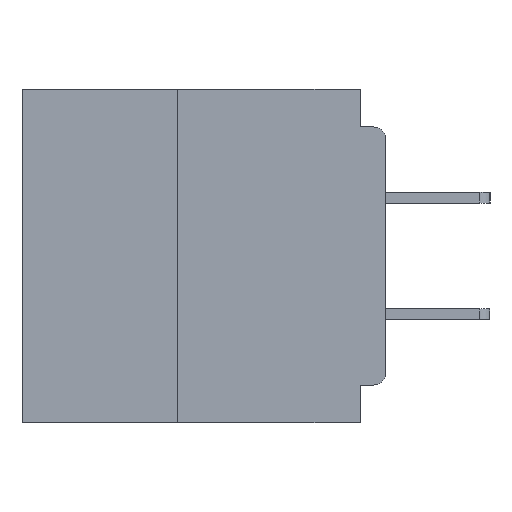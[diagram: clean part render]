
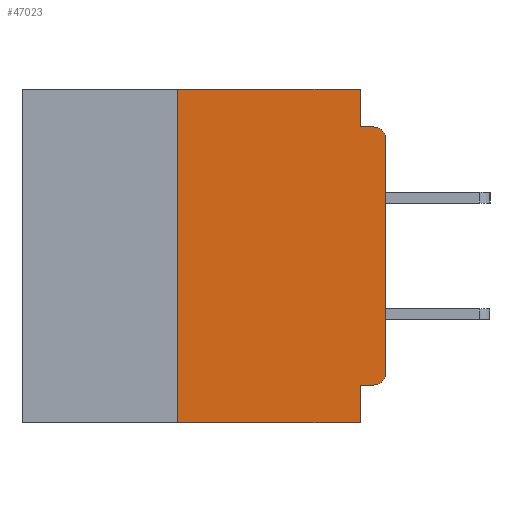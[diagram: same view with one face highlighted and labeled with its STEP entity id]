
A CAD part, left-side view. The second image highlights one B-rep face of the part: STEP entity #47023.
In plain terms, the highlighted planar face has unit normal (-1, 0, 0).
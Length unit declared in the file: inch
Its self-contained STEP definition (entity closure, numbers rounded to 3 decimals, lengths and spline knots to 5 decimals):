
#11 = DIRECTION ( 'NONE',  ( 0., 0., 1. ) ) ;
#1402 = DIRECTION ( 'NONE',  ( 0., -1., 0. ) ) ;
#1419 = CARTESIAN_POINT ( 'NONE',  ( 0., 0., -0.045 ) ) ;
#1914 = CARTESIAN_POINT ( 'NONE',  ( 0., 0.015, -0.045 ) ) ;
#2267 = EDGE_LOOP ( 'NONE', ( #26217, #25557, #42632, #11202, #46240, #2739, #37005, #44956, #44449, #27118 ) ) ;
#2739 = ORIENTED_EDGE ( 'NONE', *, *, #36748, .F. ) ;
#3019 = CARTESIAN_POINT ( 'NONE',  ( 0., 0.25, -0.4 ) ) ;
#5844 = VERTEX_POINT ( 'NONE', #20692 ) ;
#7258 = CARTESIAN_POINT ( 'NONE',  ( 0., 0., 0. ) ) ;
#7376 = LINE ( 'NONE', #1419, #26005 ) ;
#7486 = EDGE_CURVE ( 'NONE', #5844, #43316, #7376, .T. ) ;
#8368 = CARTESIAN_POINT ( 'NONE',  ( 0., 0., -0.06 ) ) ;
#9883 = CARTESIAN_POINT ( 'NONE',  ( 0., 0.015, -0.34 ) ) ;
#11202 = ORIENTED_EDGE ( 'NONE', *, *, #33603, .F. ) ;
#12275 = CARTESIAN_POINT ( 'NONE',  ( 0., 0., -0.355 ) ) ;
#12664 = AXIS2_PLACEMENT_3D ( 'NONE', #9883, #35704, #13649 ) ;
#13649 = DIRECTION ( 'NONE',  ( 0., 0., -1. ) ) ;
#14211 = AXIS2_PLACEMENT_3D ( 'NONE', #43648, #21691, #47304 ) ;
#14215 = VERTEX_POINT ( 'NONE', #44595 ) ;
#14379 = VERTEX_POINT ( 'NONE', #16003 ) ;
#16003 = CARTESIAN_POINT ( 'NONE',  ( 0., 0.031, -0.355 ) ) ;
#16329 = CARTESIAN_POINT ( 'NONE',  ( 0., 0.437, -0.4 ) ) ;
#16424 = CARTESIAN_POINT ( 'NONE',  ( 0., 0.015, -0.06 ) ) ;
#17349 = LINE ( 'NONE', #38616, #35755 ) ;
#18879 = EDGE_CURVE ( 'NONE', #41382, #45579, #41836, .T. ) ;
#19246 = VERTEX_POINT ( 'NONE', #8368 ) ;
#20143 = DIRECTION ( 'NONE',  ( 0., 0., -1. ) ) ;
#20692 = CARTESIAN_POINT ( 'NONE',  ( 0., 0.031, -0.045 ) ) ;
#21507 = LINE ( 'NONE', #41853, #39865 ) ;
#21691 = DIRECTION ( 'NONE',  ( 1., 0., 0. ) ) ;
#21769 = EDGE_CURVE ( 'NONE', #41382, #14379, #38084, .T. ) ;
#22082 = VERTEX_POINT ( 'NONE', #3019 ) ;
#22272 = EDGE_CURVE ( 'NONE', #27584, #45883, #17349, .T. ) ;
#22766 = CARTESIAN_POINT ( 'NONE',  ( 0., 0.031, -0.4 ) ) ;
#23116 = VECTOR ( 'NONE', #41017, 39.37008 ) ;
#23264 = AXIS2_PLACEMENT_3D ( 'NONE', #16424, #42114, #20143 ) ;
#23755 = VECTOR ( 'NONE', #11, 39.37008 ) ;
#24259 = LINE ( 'NONE', #22766, #23116 ) ;
#25557 = ORIENTED_EDGE ( 'NONE', *, *, #37416, .T. ) ;
#25708 = LINE ( 'NONE', #16329, #44024 ) ;
#26005 = VECTOR ( 'NONE', #27339, 39.37008 ) ;
#26217 = ORIENTED_EDGE ( 'NONE', *, *, #39591, .T. ) ;
#26320 = CARTESIAN_POINT ( 'NONE',  ( 0., 0.015, -0.355 ) ) ;
#26731 = EDGE_CURVE ( 'NONE', #22082, #14215, #25708, .T. ) ;
#27118 = ORIENTED_EDGE ( 'NONE', *, *, #18879, .T. ) ;
#27339 = DIRECTION ( 'NONE',  ( 0., -1., 0. ) ) ;
#27584 = VERTEX_POINT ( 'NONE', #42754 ) ;
#29332 = EDGE_CURVE ( 'NONE', #14379, #14215, #24259, .T. ) ;
#32103 = VECTOR ( 'NONE', #44972, 39.37008 ) ;
#32625 = PLANE ( 'NONE',  #14211 ) ;
#32672 = FACE_OUTER_BOUND ( 'NONE', #2267, .T. ) ;
#33603 = EDGE_CURVE ( 'NONE', #45883, #5844, #34385, .T. ) ;
#33956 = CARTESIAN_POINT ( 'NONE',  ( 0., 0.031, 0. ) ) ;
#34385 = LINE ( 'NONE', #33956, #32103 ) ;
#34961 = DIRECTION ( 'NONE',  ( 0., -1., 0. ) ) ;
#35704 = DIRECTION ( 'NONE',  ( -1., 0., 0. ) ) ;
#35755 = VECTOR ( 'NONE', #34961, 39.37008 ) ;
#36748 = EDGE_CURVE ( 'NONE', #22082, #27584, #21507, .T. ) ;
#37005 = ORIENTED_EDGE ( 'NONE', *, *, #26731, .T. ) ;
#37416 = EDGE_CURVE ( 'NONE', #19246, #43316, #39208, .T. ) ;
#38084 = LINE ( 'NONE', #12275, #46656 ) ;
#38616 = CARTESIAN_POINT ( 'NONE',  ( 0., 0.437, 0. ) ) ;
#39208 = CIRCLE ( 'NONE', #23264, 0.015 ) ;
#39591 = EDGE_CURVE ( 'NONE', #45579, #19246, #44378, .T. ) ;
#39865 = VECTOR ( 'NONE', #45514, 39.37008 ) ;
#40550 = CARTESIAN_POINT ( 'NONE',  ( 0., 0.031, 0. ) ) ;
#41017 = DIRECTION ( 'NONE',  ( 0., 0., -1. ) ) ;
#41382 = VERTEX_POINT ( 'NONE', #26320 ) ;
#41735 = DIRECTION ( 'NONE',  ( 0., 1., 0. ) ) ;
#41836 = CIRCLE ( 'NONE', #12664, 0.015 ) ;
#41853 = CARTESIAN_POINT ( 'NONE',  ( 0., 0.25, -0.4 ) ) ;
#42114 = DIRECTION ( 'NONE',  ( -1., 0., 0. ) ) ;
#42632 = ORIENTED_EDGE ( 'NONE', *, *, #7486, .F. ) ;
#42650 = CARTESIAN_POINT ( 'NONE',  ( 0., 0., -0.34 ) ) ;
#42754 = CARTESIAN_POINT ( 'NONE',  ( 0., 0.25, 0. ) ) ;
#43316 = VERTEX_POINT ( 'NONE', #1914 ) ;
#43648 = CARTESIAN_POINT ( 'NONE',  ( 0., 0.437, 0. ) ) ;
#44024 = VECTOR ( 'NONE', #1402, 39.37008 ) ;
#44378 = LINE ( 'NONE', #7258, #23755 ) ;
#44449 = ORIENTED_EDGE ( 'NONE', *, *, #21769, .F. ) ;
#44595 = CARTESIAN_POINT ( 'NONE',  ( 0., 0.031, -0.4 ) ) ;
#44956 = ORIENTED_EDGE ( 'NONE', *, *, #29332, .F. ) ;
#44972 = DIRECTION ( 'NONE',  ( 0., 0., -1. ) ) ;
#45514 = DIRECTION ( 'NONE',  ( 0., 0., 1. ) ) ;
#45579 = VERTEX_POINT ( 'NONE', #42650 ) ;
#45883 = VERTEX_POINT ( 'NONE', #40550 ) ;
#46240 = ORIENTED_EDGE ( 'NONE', *, *, #22272, .F. ) ;
#46656 = VECTOR ( 'NONE', #41735, 39.37008 ) ;
#47023 = ADVANCED_FACE ( 'NONE', ( #32672 ), #32625, .F. ) ;
#47304 = DIRECTION ( 'NONE',  ( 0., 0., -1. ) ) ;
